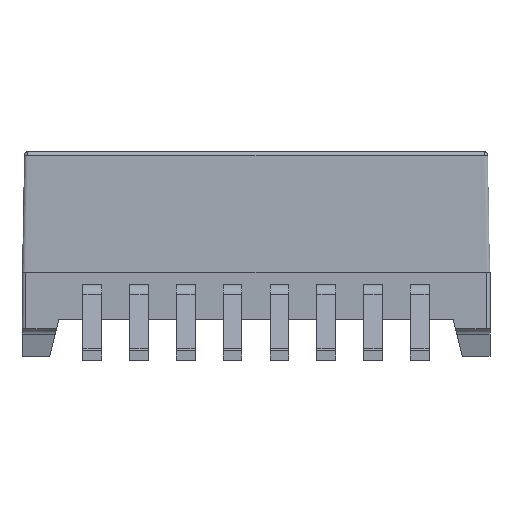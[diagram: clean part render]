
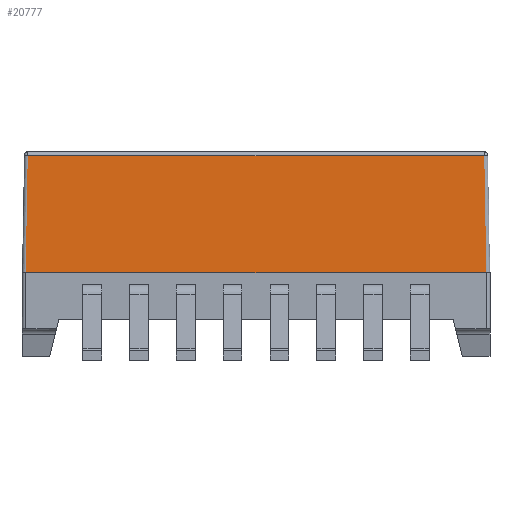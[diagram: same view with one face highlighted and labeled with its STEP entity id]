
A CAD part, front view. The second image highlights one B-rep face of the part: STEP entity #20777.
In plain terms, the highlighted planar face has unit normal (0, -1, 0.018).
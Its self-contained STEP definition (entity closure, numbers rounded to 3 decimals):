
#1694=ORIENTED_EDGE('',*,*,#6838,.F.);
#1695=ORIENTED_EDGE('',*,*,#6839,.T.);
#1696=ORIENTED_EDGE('',*,*,#6840,.T.);
#1697=ORIENTED_EDGE('',*,*,#6841,.T.);
#1698=ORIENTED_EDGE('',*,*,#6842,.F.);
#1699=ORIENTED_EDGE('',*,*,#6568,.F.);
#6568=EDGE_CURVE('',#9189,#9190,#11045,.T.);
#6838=EDGE_CURVE('',#9437,#9189,#11181,.T.);
#6839=EDGE_CURVE('',#9437,#9438,#11182,.T.);
#6840=EDGE_CURVE('',#9438,#9439,#11183,.F.);
#6841=EDGE_CURVE('',#9439,#9440,#11184,.F.);
#6842=EDGE_CURVE('',#9190,#9440,#11185,.T.);
#9189=VERTEX_POINT('',#28512);
#9190=VERTEX_POINT('',#28514);
#9437=VERTEX_POINT('',#29726);
#9438=VERTEX_POINT('',#29728);
#9439=VERTEX_POINT('',#29730);
#9440=VERTEX_POINT('',#29732);
#11045=LINE('',#28513,#13034);
#11181=LINE('',#29725,#13170);
#11182=LINE('',#29727,#13171);
#11183=LINE('',#29729,#13172);
#11184=LINE('',#29731,#13173);
#11185=LINE('',#29733,#13174);
#13034=VECTOR('',#23582,1000.);
#13170=VECTOR('',#23832,1000.);
#13171=VECTOR('',#23833,1000.);
#13172=VECTOR('',#23834,1000.);
#13173=VECTOR('',#23835,1000.);
#13174=VECTOR('',#23836,1000.);
#14966=EDGE_LOOP('',(#1694,#1695,#1696,#1697,#1698,#1699));
#16057=FACE_BOUND('',#14966,.T.);
#17102=PLANE('',#21910);
#20777=ADVANCED_FACE('',(#16057),#17102,.T.);
#21910=AXIS2_PLACEMENT_3D('',#29724,#23830,#23831);
#23582=DIRECTION('',(-1.,0.,0.));
#23830=DIRECTION('',(0.,-1.,0.017));
#23831=DIRECTION('',(0.,-0.017,-1.));
#23832=DIRECTION('',(-1.,0.,0.));
#23833=DIRECTION('',(-0.017,0.017,1.));
#23834=DIRECTION('',(1.,0.,0.));
#23835=DIRECTION('',(0.017,0.017,1.));
#23836=DIRECTION('',(-1.,0.,0.));
#28512=CARTESIAN_POINT('',(6.25,-3.45,2.37));
#28513=CARTESIAN_POINT('',(6.35,-3.45,2.37));
#28514=CARTESIAN_POINT('',(-6.25,-3.45,2.37));
#29724=CARTESIAN_POINT('',(0.,-3.45,2.37));
#29725=CARTESIAN_POINT('',(6.35,-3.45,2.37));
#29726=CARTESIAN_POINT('',(6.25,-3.45,2.37));
#29727=CARTESIAN_POINT('',(6.248,-3.448,2.479));
#29728=CARTESIAN_POINT('',(6.194,-3.394,5.552));
#29729=CARTESIAN_POINT('',(-6.293,-3.394,5.552));
#29730=CARTESIAN_POINT('',(-6.194,-3.394,5.552));
#29731=CARTESIAN_POINT('',(-6.248,-3.448,2.479));
#29732=CARTESIAN_POINT('',(-6.25,-3.45,2.37));
#29733=CARTESIAN_POINT('',(6.35,-3.45,2.37));
